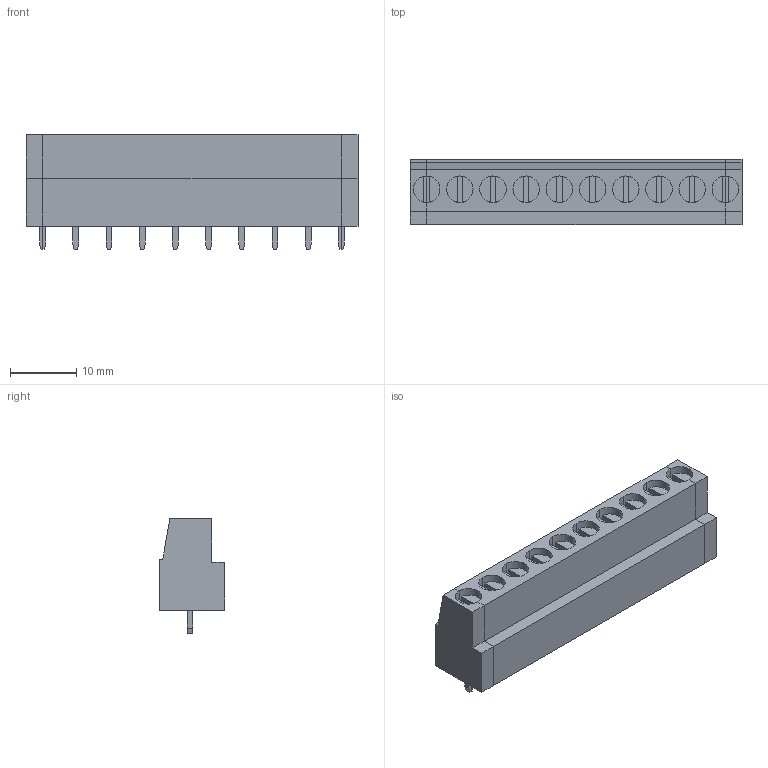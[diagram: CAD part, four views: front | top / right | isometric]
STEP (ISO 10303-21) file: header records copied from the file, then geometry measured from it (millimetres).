
FILE_DESCRIPTION(('STEP AP242'),'1');
FILE_NAME('691242710010.stp','2022-10-12T17:29:53',('TraceParts'),('TraceParts S.A.'),'Spatial InterOp 3D',' ',' ');
FILE_SCHEMA(('AP242_MANAGED_MODEL_BASED_3D_ENGINEERING_MIM_LF {1 0 10303 442 1 1 4}'));
Length unit declared in the file: millimetre
Products named in the file (1): 691242710010_1
Bounding box: 50 x 9.8 x 17.3 mm (x, y, z)
Volume: 5029.6 mm3; surface area: 4038.9 mm2
Topology: 3 solids, 3 shells, 384 faces, 998 edges, 652 vertices
Faces by surface type: plane 362, cylinder 22
Entity records: 14622 total; most frequent: CARTESIAN_POINT 2037, ORIENTED_EDGE 1996, DIRECTION 1856, EDGE_CURVE 998, LINE 914, VECTOR 914, VERTEX_POINT 652, AXIS2_PLACEMENT_3D 471
